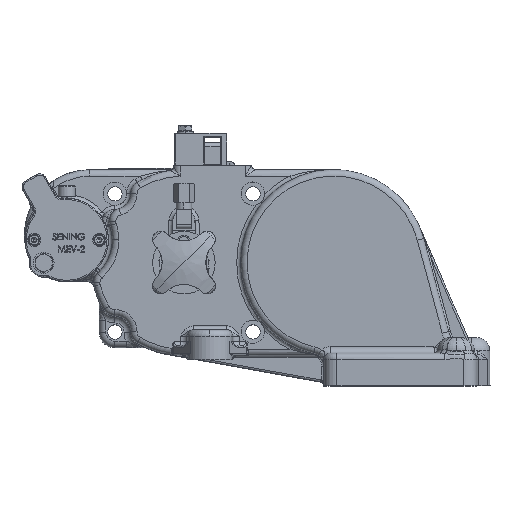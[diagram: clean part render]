
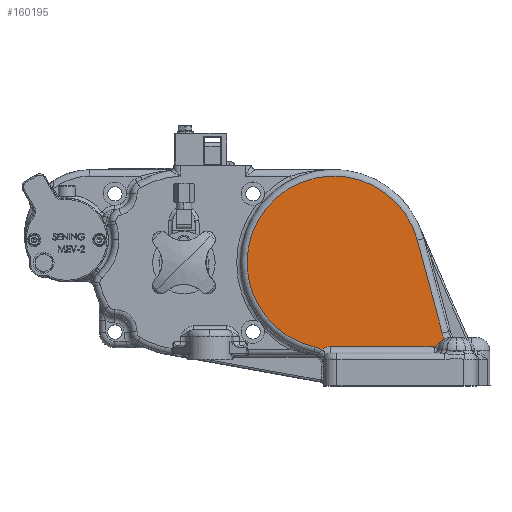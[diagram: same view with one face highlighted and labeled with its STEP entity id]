
A CAD part, top view. The second image highlights one B-rep face of the part: STEP entity #160195.
In plain terms, the highlighted planar face has unit normal (0, 0, 1).
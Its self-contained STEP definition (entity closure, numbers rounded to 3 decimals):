
#1320 = CARTESIAN_POINT ( 'NONE',  ( -2.5, -74.5, 85.5 ) ) ;
#1382 = DIRECTION ( 'NONE',  ( 0., 0., -1. ) ) ;
#1386 = DIRECTION ( 'NONE',  ( 1., 0., 0. ) ) ;
#1394 = DIRECTION ( 'NONE',  ( 1., 0., 0. ) ) ;
#1864 = DIRECTION ( 'NONE',  ( 0., 0., -1. ) ) ;
#1881 = CARTESIAN_POINT ( 'NONE',  ( -17.5, -79.599, 85.5 ) ) ;
#25907 = AXIS2_PLACEMENT_3D ( 'NONE', #172988, #173079, #173075 ) ;
#25910 = AXIS2_PLACEMENT_3D ( 'NONE', #173063, #173023, #173026 ) ;
#27212 = AXIS2_PLACEMENT_3D ( 'NONE', #1320, #1382, #1386 ) ;
#27217 = AXIS2_PLACEMENT_3D ( 'NONE', #1881, #1864, #1394 ) ;
#29178 = B_SPLINE_CURVE_WITH_KNOTS ( 'NONE', 3,
 ( #173019, #173036, #173061, #173059, #173056, #173053, #173051, #173049, #172938, #172591, #172911, #172909, #172925, #172922, #172919, #172928, #172936, #172930, #172901, #172594, #172596, #172602, #172604, #172607, #172610, #172615 ),
 .UNSPECIFIED., .F., .F.,
 ( 4, 2, 2, 2, 2, 2, 2, 2, 2, 2, 2, 2, 4 ),
 ( 0., 0., 0.001, 0.001, 0.001, 0.002, 0.002, 0.003, 0.004, 0.006, 0.009, 0.01, 0.011 ),
 .UNSPECIFIED. ) ;
#40500 = CIRCLE ( 'NONE', #27217, 15. ) ;
#40504 = CIRCLE ( 'NONE', #27212, 10. ) ;
#46182 = EDGE_CURVE ( 'NONE', #139220, #139306, #145058, .T. ) ;
#46186 = EDGE_CURVE ( 'NONE', #138402, #139317, #145065, .T. ) ;
#46187 = EDGE_CURVE ( 'NONE', #139306, #138402, #145054, .T. ) ;
#46188 = EDGE_CURVE ( 'NONE', #139200, #139220, #29178, .T. ) ;
#46189 = EDGE_CURVE ( 'NONE', #138493, #139200, #145063, .T. ) ;
#85530 = EDGE_CURVE ( 'NONE', #139317, #119519, #40500, .T. ) ;
#85531 = EDGE_CURVE ( 'NONE', #119519, #138493, #40504, .T. ) ;
#89109 = CARTESIAN_POINT ( 'NONE',  ( 64.234, 17.211, 85.5 ) ) ;
#90831 = CARTESIAN_POINT ( 'NONE',  ( -2.5, -64.5, 85.5 ) ) ;
#91110 = CARTESIAN_POINT ( 'NONE',  ( 76.267, -64.5, 85.5 ) ) ;
#91136 = CARTESIAN_POINT ( 'NONE',  ( 84.993, -58.54, 85.5 ) ) ;
#91252 = CARTESIAN_POINT ( 'NONE',  ( 83.347, -54.118, 85.5 ) ) ;
#91263 = CARTESIAN_POINT ( 'NONE',  ( -14.279, -64.949, 85.5 ) ) ;
#92714 = FACE_OUTER_BOUND ( 'NONE', #151003, .T. ) ;
#98881 = CARTESIAN_POINT ( 'NONE',  ( -9.218, -67.093, 85.5 ) ) ;
#119519 = VERTEX_POINT ( 'NONE', #98881 ) ;
#133575 = ORIENTED_EDGE ( 'NONE', *, *, #46189, .T. ) ;
#133576 = ORIENTED_EDGE ( 'NONE', *, *, #46188, .T. ) ;
#133618 = ORIENTED_EDGE ( 'NONE', *, *, #46187, .T. ) ;
#133638 = ORIENTED_EDGE ( 'NONE', *, *, #46182, .T. ) ;
#133674 = ORIENTED_EDGE ( 'NONE', *, *, #46186, .T. ) ;
#133675 = ORIENTED_EDGE ( 'NONE', *, *, #85531, .T. ) ;
#133677 = ORIENTED_EDGE ( 'NONE', *, *, #85530, .T. ) ;
#138402 = VERTEX_POINT ( 'NONE', #89109 ) ;
#138493 = VERTEX_POINT ( 'NONE', #90831 ) ;
#139200 = VERTEX_POINT ( 'NONE', #91110 ) ;
#139220 = VERTEX_POINT ( 'NONE', #91136 ) ;
#139306 = VERTEX_POINT ( 'NONE', #91252 ) ;
#139317 = VERTEX_POINT ( 'NONE', #91263 ) ;
#143138 = CARTESIAN_POINT ( 'NONE',  ( 0., 0., 85.5 ) ) ;
#143151 = PLANE ( 'NONE',  #146787 ) ;
#143164 = DIRECTION ( 'NONE',  ( 0., 0., 1. ) ) ;
#143166 = DIRECTION ( 'NONE',  ( 1., 0., 0. ) ) ;
#145054 = LINE ( 'NONE', #173047, #145059 ) ;
#145058 = CIRCLE ( 'NONE', #25907, 25. ) ;
#145059 = VECTOR ( 'NONE', #173045, 1000. ) ;
#145063 = LINE ( 'NONE', #172613, #145064 ) ;
#145064 = VECTOR ( 'NONE', #172620, 1000. ) ;
#145065 = CIRCLE ( 'NONE', #25910, 66.5 ) ;
#146787 = AXIS2_PLACEMENT_3D ( 'NONE', #143138, #143164, #143166 ) ;
#151003 = EDGE_LOOP ( 'NONE', ( #133575, #133576, #133638, #133618, #133674, #133677, #133675 ) ) ;
#160195 = ADVANCED_FACE ( 'NONE', ( #92714 ), #143151, .T. ) ;
#172591 = CARTESIAN_POINT ( 'NONE',  ( 77.636, -64.974, 85.5 ) ) ;
#172594 = CARTESIAN_POINT ( 'NONE',  ( 81.108, -61.255, 85.5 ) ) ;
#172596 = CARTESIAN_POINT ( 'NONE',  ( 81.793, -60.605, 85.5 ) ) ;
#172602 = CARTESIAN_POINT ( 'NONE',  ( 82.922, -59.738, 85.5 ) ) ;
#172604 = CARTESIAN_POINT ( 'NONE',  ( 83.317, -59.465, 85.5 ) ) ;
#172607 = CARTESIAN_POINT ( 'NONE',  ( 84.135, -58.966, 85.5 ) ) ;
#172610 = CARTESIAN_POINT ( 'NONE',  ( 84.557, -58.74, 85.5 ) ) ;
#172613 = CARTESIAN_POINT ( 'NONE',  ( 81.351, -64.5, 85.5 ) ) ;
#172615 = CARTESIAN_POINT ( 'NONE',  ( 84.993, -58.54, 85.5 ) ) ;
#172620 = DIRECTION ( 'NONE',  ( 1., 0., 0. ) ) ;
#172901 = CARTESIAN_POINT ( 'NONE',  ( 80.147, -62.298, 85.5 ) ) ;
#172909 = CARTESIAN_POINT ( 'NONE',  ( 77.939, -64.781, 85.5 ) ) ;
#172911 = CARTESIAN_POINT ( 'NONE',  ( 77.742, -64.916, 85.5 ) ) ;
#172919 = CARTESIAN_POINT ( 'NONE',  ( 78.458, -64.29, 85.5 ) ) ;
#172922 = CARTESIAN_POINT ( 'NONE',  ( 78.296, -64.464, 85.5 ) ) ;
#172925 = CARTESIAN_POINT ( 'NONE',  ( 78.032, -64.704, 85.5 ) ) ;
#172928 = CARTESIAN_POINT ( 'NONE',  ( 78.929, -63.757, 85.5 ) ) ;
#172930 = CARTESIAN_POINT ( 'NONE',  ( 79.838, -62.658, 85.5 ) ) ;
#172936 = CARTESIAN_POINT ( 'NONE',  ( 79.228, -63.386, 85.5 ) ) ;
#172938 = CARTESIAN_POINT ( 'NONE',  ( 77.408, -65.05, 85.5 ) ) ;
#172988 = CARTESIAN_POINT ( 'NONE',  ( 107.495, -47.647, 85.5 ) ) ;
#173019 = CARTESIAN_POINT ( 'NONE',  ( 76.267, -64.5, 85.5 ) ) ;
#173023 = DIRECTION ( 'NONE',  ( 0., 0., 1. ) ) ;
#173026 = DIRECTION ( 'NONE',  ( 1., 0., 0. ) ) ;
#173036 = CARTESIAN_POINT ( 'NONE',  ( 76.352, -64.584, 85.5 ) ) ;
#173045 = DIRECTION ( 'NONE',  ( -0.259, 0.966, 0. ) ) ;
#173047 = CARTESIAN_POINT ( 'NONE',  ( 64.234, 17.211, 85.5 ) ) ;
#173049 = CARTESIAN_POINT ( 'NONE',  ( 77.286, -65.065, 85.5 ) ) ;
#173051 = CARTESIAN_POINT ( 'NONE',  ( 77.049, -65.037, 85.5 ) ) ;
#173053 = CARTESIAN_POINT ( 'NONE',  ( 76.934, -64.995, 85.5 ) ) ;
#173056 = CARTESIAN_POINT ( 'NONE',  ( 76.724, -64.884, 85.5 ) ) ;
#173059 = CARTESIAN_POINT ( 'NONE',  ( 76.626, -64.815, 85.5 ) ) ;
#173061 = CARTESIAN_POINT ( 'NONE',  ( 76.44, -64.665, 85.5 ) ) ;
#173063 = CARTESIAN_POINT ( 'NONE',  ( 0., 0., 85.5 ) ) ;
#173075 = DIRECTION ( 'NONE',  ( 1., 0., 0. ) ) ;
#173079 = DIRECTION ( 'NONE',  ( 0., 0., -1. ) ) ;
